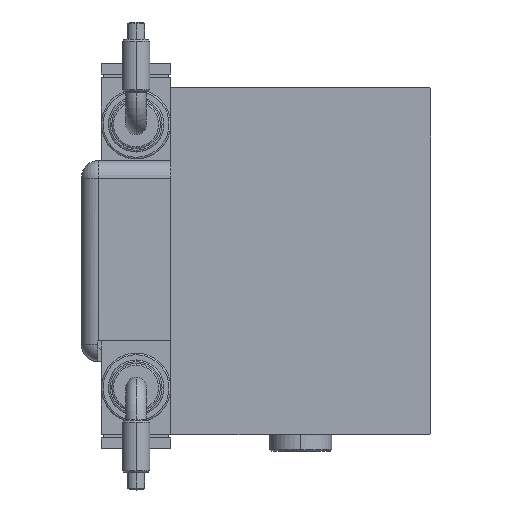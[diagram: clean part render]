
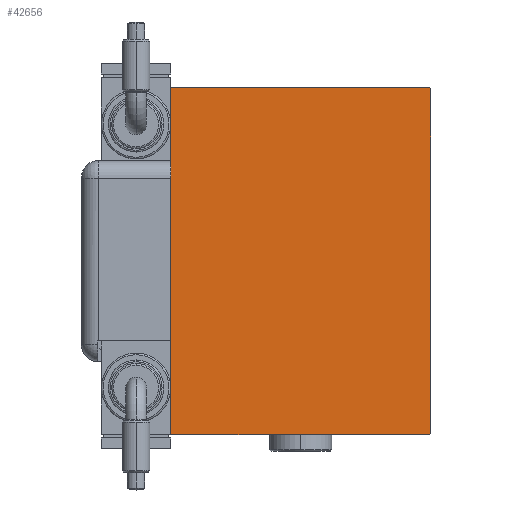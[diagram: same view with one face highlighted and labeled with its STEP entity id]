
A CAD part, left-side view. The second image highlights one B-rep face of the part: STEP entity #42656.
In plain terms, the highlighted face is planar.
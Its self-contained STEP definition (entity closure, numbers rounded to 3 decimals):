
#494 = EDGE_CURVE ( 'NONE', #59005, #49847, #4636, .T. ) ;
#611 = VECTOR ( 'NONE', #54053, 1000. ) ;
#2815 = ORIENTED_EDGE ( 'NONE', *, *, #32458, .T. ) ;
#3189 = ORIENTED_EDGE ( 'NONE', *, *, #46983, .T. ) ;
#3480 = ORIENTED_EDGE ( 'NONE', *, *, #494, .T. ) ;
#4003 = DIRECTION ( 'NONE',  ( 0., -0.707, -0.707 ) ) ;
#4636 = LINE ( 'NONE', #38889, #55689 ) ;
#4644 = EDGE_LOOP ( 'NONE', ( #22945, #29384, #22060, #40315, #2815, #3480, #3189, #23277 ) ) ;
#7465 = CARTESIAN_POINT ( 'NONE',  ( 123., 37.2, 50. ) ) ;
#7516 = VECTOR ( 'NONE', #42232, 1000. ) ;
#9002 = DIRECTION ( 'NONE',  ( 0., 0.707, -0.707 ) ) ;
#9775 = VERTEX_POINT ( 'NONE', #14441 ) ;
#10842 = CARTESIAN_POINT ( 'NONE',  ( 123., -37.5, -50. ) ) ;
#11045 = VECTOR ( 'NONE', #12047, 1000. ) ;
#11279 = DIRECTION ( 'NONE',  ( 0., 0., -1. ) ) ;
#11530 = EDGE_CURVE ( 'NONE', #55617, #30083, #12657, .T. ) ;
#12047 = DIRECTION ( 'NONE',  ( 0., -0.707, 0.707 ) ) ;
#12265 = VECTOR ( 'NONE', #45930, 1000. ) ;
#12657 = LINE ( 'NONE', #56498, #11045 ) ;
#14124 = LINE ( 'NONE', #15313, #46383 ) ;
#14441 = CARTESIAN_POINT ( 'NONE',  ( 123., -37.5, -49.7 ) ) ;
#15313 = CARTESIAN_POINT ( 'NONE',  ( 123., -43.6, -43.6 ) ) ;
#15749 = DIRECTION ( 'NONE',  ( 1., 0., 0. ) ) ;
#16487 = CARTESIAN_POINT ( 'NONE',  ( 123., -37.5, 50. ) ) ;
#18685 = CARTESIAN_POINT ( 'NONE',  ( 123., 37.5, 49.7 ) ) ;
#19232 = AXIS2_PLACEMENT_3D ( 'NONE', #49995, #15749, #11279 ) ;
#22060 = ORIENTED_EDGE ( 'NONE', *, *, #28142, .T. ) ;
#22945 = ORIENTED_EDGE ( 'NONE', *, *, #33567, .T. ) ;
#23277 = ORIENTED_EDGE ( 'NONE', *, *, #53595, .T. ) ;
#23722 = EDGE_CURVE ( 'NONE', #46869, #29985, #52114, .T. ) ;
#25303 = CARTESIAN_POINT ( 'NONE',  ( 123., 37.5, 50. ) ) ;
#25646 = CARTESIAN_POINT ( 'NONE',  ( 123., -37.5, 49.7 ) ) ;
#28142 = EDGE_CURVE ( 'NONE', #29985, #55617, #33236, .T. ) ;
#28413 = CARTESIAN_POINT ( 'NONE',  ( 123., 43.6, -43.6 ) ) ;
#29384 = ORIENTED_EDGE ( 'NONE', *, *, #23722, .T. ) ;
#29870 = CARTESIAN_POINT ( 'NONE',  ( 123., 37.5, -49.7 ) ) ;
#29985 = VERTEX_POINT ( 'NONE', #29870 ) ;
#30083 = VERTEX_POINT ( 'NONE', #7465 ) ;
#32458 = EDGE_CURVE ( 'NONE', #30083, #59005, #34572, .T. ) ;
#33236 = LINE ( 'NONE', #53413, #7516 ) ;
#33567 = EDGE_CURVE ( 'NONE', #34152, #46869, #39015, .T. ) ;
#34152 = VERTEX_POINT ( 'NONE', #63210 ) ;
#34572 = LINE ( 'NONE', #25303, #52664 ) ;
#38889 = CARTESIAN_POINT ( 'NONE',  ( 123., -43.6, 43.6 ) ) ;
#39015 = LINE ( 'NONE', #10842, #611 ) ;
#40315 = ORIENTED_EDGE ( 'NONE', *, *, #11530, .T. ) ;
#40660 = CARTESIAN_POINT ( 'NONE',  ( 123., 37.2, -50. ) ) ;
#42232 = DIRECTION ( 'NONE',  ( 0., 0., 1. ) ) ;
#42656 = ADVANCED_FACE ( 'NONE', ( #59615 ), #43908, .T. ) ;
#43862 = DIRECTION ( 'NONE',  ( 0., -1., 0. ) ) ;
#43908 = PLANE ( 'NONE',  #19232 ) ;
#45449 = CARTESIAN_POINT ( 'NONE',  ( 123., -37.2, 50. ) ) ;
#45930 = DIRECTION ( 'NONE',  ( 0., 0., -1. ) ) ;
#46383 = VECTOR ( 'NONE', #9002, 1000. ) ;
#46869 = VERTEX_POINT ( 'NONE', #40660 ) ;
#46983 = EDGE_CURVE ( 'NONE', #49847, #9775, #55224, .T. ) ;
#47937 = DIRECTION ( 'NONE',  ( 0., 0.707, 0.707 ) ) ;
#48793 = VECTOR ( 'NONE', #47937, 1000. ) ;
#49847 = VERTEX_POINT ( 'NONE', #25646 ) ;
#49995 = CARTESIAN_POINT ( 'NONE',  ( 123., 0., 0. ) ) ;
#52114 = LINE ( 'NONE', #28413, #48793 ) ;
#52664 = VECTOR ( 'NONE', #43862, 1000. ) ;
#53413 = CARTESIAN_POINT ( 'NONE',  ( 123., 37.5, -50. ) ) ;
#53595 = EDGE_CURVE ( 'NONE', #9775, #34152, #14124, .T. ) ;
#54053 = DIRECTION ( 'NONE',  ( 0., 1., 0. ) ) ;
#55224 = LINE ( 'NONE', #16487, #12265 ) ;
#55617 = VERTEX_POINT ( 'NONE', #18685 ) ;
#55689 = VECTOR ( 'NONE', #4003, 1000. ) ;
#56498 = CARTESIAN_POINT ( 'NONE',  ( 123., 43.6, 43.6 ) ) ;
#59005 = VERTEX_POINT ( 'NONE', #45449 ) ;
#59615 = FACE_OUTER_BOUND ( 'NONE', #4644, .T. ) ;
#63210 = CARTESIAN_POINT ( 'NONE',  ( 123., -37.2, -50. ) ) ;
